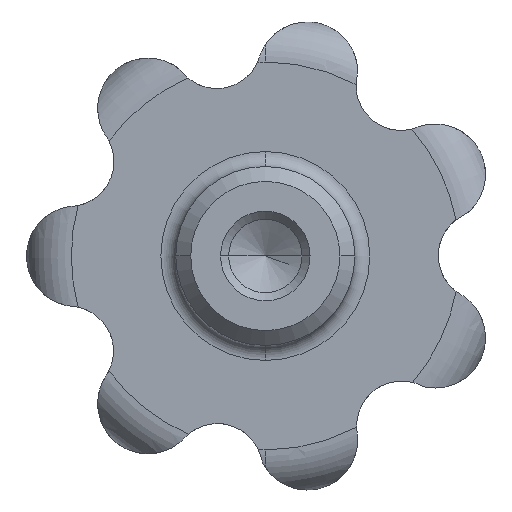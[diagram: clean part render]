
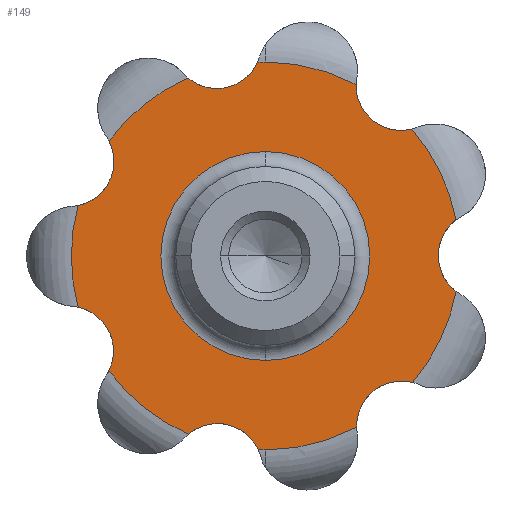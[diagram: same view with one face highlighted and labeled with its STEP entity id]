
A CAD part, front view. The second image highlights one B-rep face of the part: STEP entity #149.
In plain terms, the highlighted planar face has unit normal (0, -1, 0).
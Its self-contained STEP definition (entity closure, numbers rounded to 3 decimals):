
#149 = ADVANCED_FACE( '', ( #300, #301 ), #302, .T. );
#300 = FACE_OUTER_BOUND( '', #452, .T. );
#301 = FACE_BOUND( '', #453, .T. );
#302 = PLANE( '', #454 );
#452 = EDGE_LOOP( '', ( #1076, #1077, #1078, #1079, #1080, #1081, #1082, #1083, #1084, #1085, #1086, #1087, #1088, #1089, #1090, #1091 ) );
#453 = EDGE_LOOP( '', ( #1092, #1093, #1094 ) );
#454 = AXIS2_PLACEMENT_3D( '', #1095, #1096, #1097 );
#1076 = ORIENTED_EDGE( '', *, *, #1200, .T. );
#1077 = ORIENTED_EDGE( '', *, *, #1289, .F. );
#1078 = ORIENTED_EDGE( '', *, *, #1270, .T. );
#1079 = ORIENTED_EDGE( '', *, *, #1284, .F. );
#1080 = ORIENTED_EDGE( '', *, *, #1257, .T. );
#1081 = ORIENTED_EDGE( '', *, *, #1282, .F. );
#1082 = ORIENTED_EDGE( '', *, *, #1137, .F. );
#1083 = ORIENTED_EDGE( '', *, *, #1250, .T. );
#1084 = ORIENTED_EDGE( '', *, *, #1278, .F. );
#1085 = ORIENTED_EDGE( '', *, *, #1237, .T. );
#1086 = ORIENTED_EDGE( '', *, *, #1280, .F. );
#1087 = ORIENTED_EDGE( '', *, *, #1225, .T. );
#1088 = ORIENTED_EDGE( '', *, *, #1125, .F. );
#1089 = ORIENTED_EDGE( '', *, *, #1283, .F. );
#1090 = ORIENTED_EDGE( '', *, *, #1213, .T. );
#1091 = ORIENTED_EDGE( '', *, *, #1286, .F. );
#1092 = ORIENTED_EDGE( '', *, *, #1305, .T. );
#1093 = ORIENTED_EDGE( '', *, *, #1102, .T. );
#1094 = ORIENTED_EDGE( '', *, *, #1306, .T. );
#1095 = CARTESIAN_POINT( '', ( 10., 10., 0. ) );
#1096 = DIRECTION( '', ( 0., -1., 0. ) );
#1097 = DIRECTION( '', ( -1., 0., 0. ) );
#1102 = EDGE_CURVE( '', #1308, #1314, #1316, .T. );
#1125 = EDGE_CURVE( '', #1357, #1360, #1361, .T. );
#1137 = EDGE_CURVE( '', #1382, #1372, #1384, .T. );
#1200 = EDGE_CURVE( '', #1493, #1491, #1494, .T. );
#1213 = EDGE_CURVE( '', #1516, #1514, #1517, .T. );
#1225 = EDGE_CURVE( '', #1535, #1360, #1536, .T. );
#1237 = EDGE_CURVE( '', #1556, #1554, #1557, .T. );
#1250 = EDGE_CURVE( '', #1382, #1577, #1579, .T. );
#1257 = EDGE_CURVE( '', #1588, #1586, #1589, .T. );
#1270 = EDGE_CURVE( '', #1611, #1609, #1612, .T. );
#1278 = EDGE_CURVE( '', #1556, #1577, #1624, .T. );
#1280 = EDGE_CURVE( '', #1535, #1554, #1626, .T. );
#1282 = EDGE_CURVE( '', #1372, #1586, #1628, .T. );
#1283 = EDGE_CURVE( '', #1516, #1357, #1629, .T. );
#1284 = EDGE_CURVE( '', #1588, #1609, #1630, .T. );
#1286 = EDGE_CURVE( '', #1493, #1514, #1632, .T. );
#1289 = EDGE_CURVE( '', #1611, #1491, #1635, .T. );
#1305 = EDGE_CURVE( '', #1651, #1308, #1652, .T. );
#1306 = EDGE_CURVE( '', #1314, #1651, #1653, .T. );
#1308 = VERTEX_POINT( '', #1655 );
#1314 = VERTEX_POINT( '', #1661 );
#1316 = CIRCLE( '', #1663, 7. );
#1357 = VERTEX_POINT( '', #1784 );
#1360 = VERTEX_POINT( '', #1787 );
#1361 = CIRCLE( '', #1788, 13. );
#1372 = VERTEX_POINT( '', #1839 );
#1382 = VERTEX_POINT( '', #1884 );
#1384 = CIRCLE( '', #1889, 13. );
#1491 = VERTEX_POINT( '', #2299 );
#1493 = VERTEX_POINT( '', #2304 );
#1494 = CIRCLE( '', #2305, 3. );
#1514 = VERTEX_POINT( '', #2404 );
#1516 = VERTEX_POINT( '', #2409 );
#1517 = CIRCLE( '', #2410, 3. );
#1535 = VERTEX_POINT( '', #2507 );
#1536 = CIRCLE( '', #2508, 3. );
#1554 = VERTEX_POINT( '', #2600 );
#1556 = VERTEX_POINT( '', #2605 );
#1557 = CIRCLE( '', #2606, 3. );
#1577 = VERTEX_POINT( '', #2701 );
#1579 = CIRCLE( '', #2706, 3. );
#1586 = VERTEX_POINT( '', #2740 );
#1588 = VERTEX_POINT( '', #2745 );
#1589 = CIRCLE( '', #2746, 3. );
#1609 = VERTEX_POINT( '', #2845 );
#1611 = VERTEX_POINT( '', #2850 );
#1612 = CIRCLE( '', #2851, 3. );
#1624 = CIRCLE( '', #2904, 13. );
#1626 = CIRCLE( '', #2906, 13. );
#1628 = CIRCLE( '', #2908, 13. );
#1629 = CIRCLE( '', #2909, 13. );
#1630 = CIRCLE( '', #2910, 13. );
#1632 = CIRCLE( '', #2912, 13. );
#1635 = CIRCLE( '', #2915, 13. );
#1651 = VERTEX_POINT( '', #2931 );
#1652 = CIRCLE( '', #2932, 7. );
#1653 = CIRCLE( '', #2933, 7. );
#1655 = CARTESIAN_POINT( '', ( 0., 10., -7. ) );
#1661 = CARTESIAN_POINT( '', ( 0., 10., 7. ) );
#1663 = AXIS2_PLACEMENT_3D( '', #2946, #2947, #2948 );
#1784 = CARTESIAN_POINT( '', ( 0., 10., 13. ) );
#1787 = CARTESIAN_POINT( '', ( 6.081, 10., 11.49 ) );
#1788 = AXIS2_PLACEMENT_3D( '', #2983, #2984, #2985 );
#1839 = CARTESIAN_POINT( '', ( 0., 10., -13. ) );
#1884 = CARTESIAN_POINT( '', ( 6.121, 10., -11.469 ) );
#1889 = AXIS2_PLACEMENT_3D( '', #2995, #2996, #2997 );
#2299 = CARTESIAN_POINT( '', ( -12.552, 10., 3.384 ) );
#2304 = CARTESIAN_POINT( '', ( -10.476, 10., 7.698 ) );
#2305 = AXIS2_PLACEMENT_3D( '', #3045, #3046, #3047 );
#2404 = CARTESIAN_POINT( '', ( -5.186, 10., 11.921 ) );
#2409 = CARTESIAN_POINT( '', ( -0.519, 10., 12.99 ) );
#2410 = AXIS2_PLACEMENT_3D( '', #3051, #3052, #3053 );
#2507 = CARTESIAN_POINT( '', ( 9.828, 10., 8.51 ) );
#2508 = AXIS2_PLACEMENT_3D( '', #3057, #3058, #3059 );
#2600 = CARTESIAN_POINT( '', ( 12.774, 10., 2.416 ) );
#2605 = CARTESIAN_POINT( '', ( 12.782, 10., -2.371 ) );
#2606 = AXIS2_PLACEMENT_3D( '', #3063, #3064, #3065 );
#2701 = CARTESIAN_POINT( '', ( 9.857, 10., -8.476 ) );
#2706 = AXIS2_PLACEMENT_3D( '', #3069, #3070, #3071 );
#2740 = CARTESIAN_POINT( '', ( -0.474, 10., -12.991 ) );
#2745 = CARTESIAN_POINT( '', ( -5.144, 10., -11.939 ) );
#2746 = AXIS2_PLACEMENT_3D( '', #3075, #3076, #3077 );
#2845 = CARTESIAN_POINT( '', ( -10.48, 10., -7.692 ) );
#2850 = CARTESIAN_POINT( '', ( -12.538, 10., -3.435 ) );
#2851 = AXIS2_PLACEMENT_3D( '', #3081, #3082, #3083 );
#2904 = AXIS2_PLACEMENT_3D( '', #3085, #3086, #3087 );
#2906 = AXIS2_PLACEMENT_3D( '', #3091, #3092, #3093 );
#2908 = AXIS2_PLACEMENT_3D( '', #3097, #3098, #3099 );
#2909 = AXIS2_PLACEMENT_3D( '', #3100, #3101, #3102 );
#2910 = AXIS2_PLACEMENT_3D( '', #3103, #3104, #3105 );
#2912 = AXIS2_PLACEMENT_3D( '', #3109, #3110, #3111 );
#2915 = AXIS2_PLACEMENT_3D( '', #3118, #3119, #3120 );
#2931 = CARTESIAN_POINT( '', ( 7., 10., 0. ) );
#2932 = AXIS2_PLACEMENT_3D( '', #3166, #3167, #3168 );
#2933 = AXIS2_PLACEMENT_3D( '', #3169, #3170, #3171 );
#2946 = CARTESIAN_POINT( '', ( 0., 10., 0. ) );
#2947 = DIRECTION( '', ( 0., 1., 0. ) );
#2948 = DIRECTION( '', ( 1., 0., 0. ) );
#2983 = CARTESIAN_POINT( '', ( 0., 10., 0. ) );
#2984 = DIRECTION( '', ( 0., 1., 0. ) );
#2985 = DIRECTION( '', ( 1., 0., 0. ) );
#2995 = CARTESIAN_POINT( '', ( 0., 10., 0. ) );
#2996 = DIRECTION( '', ( 0., 1., 0. ) );
#2997 = DIRECTION( '', ( 1., 0., 0. ) );
#3045 = CARTESIAN_POINT( '', ( -13.143, 10., 6.325 ) );
#3046 = DIRECTION( '', ( 0., 1., 0. ) );
#3047 = DIRECTION( '', ( 0.085, 0., -0.996 ) );
#3051 = CARTESIAN_POINT( '', ( -3.256, 10., 14.218 ) );
#3052 = DIRECTION( '', ( 0., 1., 0. ) );
#3053 = DIRECTION( '', ( -0.725, 0., -0.688 ) );
#3057 = CARTESIAN_POINT( '', ( 9.08, 10., 11.415 ) );
#3058 = DIRECTION( '', ( 0., 1., 0. ) );
#3059 = DIRECTION( '', ( -0.991, 0., 0.137 ) );
#3063 = CARTESIAN_POINT( '', ( 14.586, 10., 0.025 ) );
#3064 = DIRECTION( '', ( 0., 1., 0. ) );
#3065 = DIRECTION( '', ( -0.511, 0., 0.86 ) );
#3069 = CARTESIAN_POINT( '', ( 9.12, 10., -11.384 ) );
#3070 = DIRECTION( '', ( 0., 1., 0. ) );
#3071 = DIRECTION( '', ( 0.353, 0., 0.935 ) );
#3075 = CARTESIAN_POINT( '', ( -3.207, 10., -14.229 ) );
#3076 = DIRECTION( '', ( 0., 1., 0. ) );
#3077 = DIRECTION( '', ( 0.952, 0., 0.307 ) );
#3081 = CARTESIAN_POINT( '', ( -13.171, 10., -6.367 ) );
#3082 = DIRECTION( '', ( 0., 1., 0. ) );
#3083 = DIRECTION( '', ( 0.829, 0., -0.559 ) );
#3085 = CARTESIAN_POINT( '', ( 0., 10., 0. ) );
#3086 = DIRECTION( '', ( 0., 1., 0. ) );
#3087 = DIRECTION( '', ( 1., 0., 0. ) );
#3091 = CARTESIAN_POINT( '', ( 0., 10., 0. ) );
#3092 = DIRECTION( '', ( 0., 1., 0. ) );
#3093 = DIRECTION( '', ( 1., 0., 0. ) );
#3097 = CARTESIAN_POINT( '', ( 0., 10., 0. ) );
#3098 = DIRECTION( '', ( 0., 1., 0. ) );
#3099 = DIRECTION( '', ( 1., 0., 0. ) );
#3100 = CARTESIAN_POINT( '', ( 0., 10., 0. ) );
#3101 = DIRECTION( '', ( 0., 1., 0. ) );
#3102 = DIRECTION( '', ( 1., 0., 0. ) );
#3103 = CARTESIAN_POINT( '', ( 0., 10., 0. ) );
#3104 = DIRECTION( '', ( 0., 1., 0. ) );
#3105 = DIRECTION( '', ( 1., 0., 0. ) );
#3109 = CARTESIAN_POINT( '', ( 0., 10., 0. ) );
#3110 = DIRECTION( '', ( 0., 1., 0. ) );
#3111 = DIRECTION( '', ( 1., 0., 0. ) );
#3118 = CARTESIAN_POINT( '', ( 0., 10., 0. ) );
#3119 = DIRECTION( '', ( 0., 1., 0. ) );
#3120 = DIRECTION( '', ( 1., 0., 0. ) );
#3166 = CARTESIAN_POINT( '', ( 0., 10., 0. ) );
#3167 = DIRECTION( '', ( 0., 1., 0. ) );
#3168 = DIRECTION( '', ( 1., 0., 0. ) );
#3169 = CARTESIAN_POINT( '', ( 0., 10., 0. ) );
#3170 = DIRECTION( '', ( 0., 1., 0. ) );
#3171 = DIRECTION( '', ( 1., 0., 0. ) );
